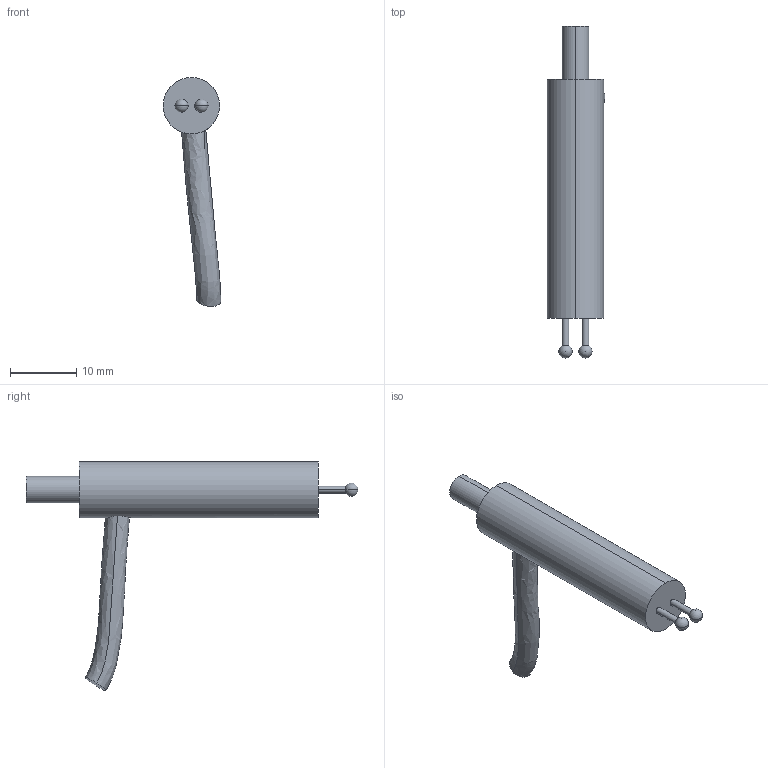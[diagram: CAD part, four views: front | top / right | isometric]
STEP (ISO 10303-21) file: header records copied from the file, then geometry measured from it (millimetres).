
FILE_DESCRIPTION (( 'STEP AP214' ), '1' );
FILE_NAME ('INGUN_33514.STEP', '2024-11-25T08:15:10', ( '' ), ( '' ), 'SwSTEP 2.0', 'SolidWorks 2023', '' );
FILE_SCHEMA (( 'AUTOMOTIVE_DESIGN' ));
Length unit declared in the file: millimetre
Products named in the file (1): INGUN_33514
Bounding box: 8.67 x 50 x 34.49 mm (x, y, z)
Volume: 2360.2 mm3; surface area: 1717.4 mm2
Topology: 1 solids, 1 shells, 28 faces, 79 edges, 49 vertices
Faces by surface type: cylinder 12, cone 5, plane 5, sphere 4, bspline 2
Entity records: 1121 total; most frequent: CARTESIAN_POINT 454, DIRECTION 136, ORIENTED_EDGE 132, EDGE_CURVE 66, AXIS2_PLACEMENT_3D 59, VERTEX_POINT 43, EDGE_LOOP 33, CIRCLE 32
